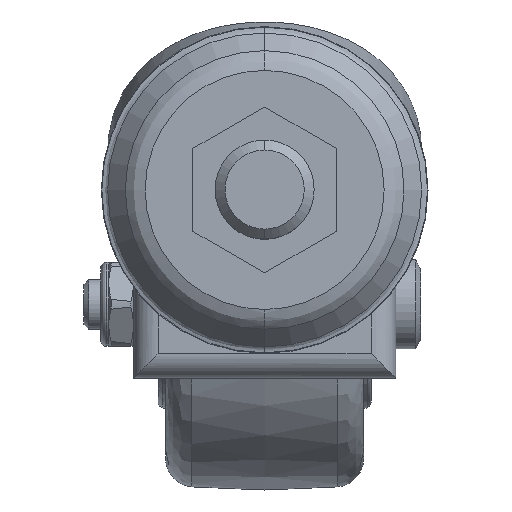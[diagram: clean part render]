
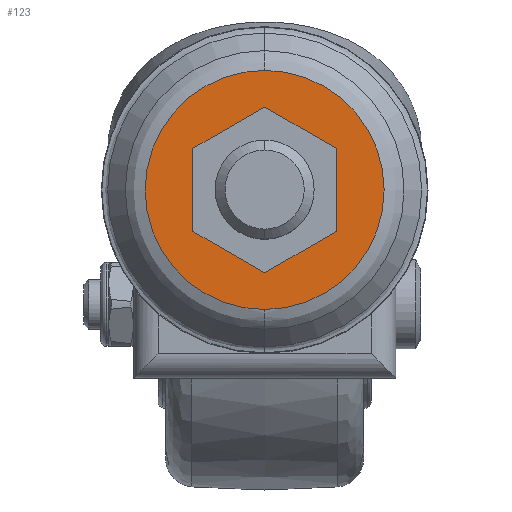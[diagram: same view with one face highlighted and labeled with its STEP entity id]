
A CAD part, top view. The second image highlights one B-rep face of the part: STEP entity #123.
In plain terms, the highlighted face is planar.
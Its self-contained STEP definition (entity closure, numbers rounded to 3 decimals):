
#123=ADVANCED_FACE('',(#394,#395),#393,.T.);
#393=PLANE('',#2037);
#394=FACE_OUTER_BOUND('',#2038,.T.);
#395=FACE_BOUND('',#2039,.T.);
#2034=CARTESIAN_POINT('',(-50.174,0.,-55.522));
#2035=DIRECTION('',(0.,1.,0.));
#2036=DIRECTION('',(0.,0.,1.));
#2037=AXIS2_PLACEMENT_3D('',#2034,#2035,#2036);
#2038=EDGE_LOOP('',(#3697,#3698));
#2039=EDGE_LOOP('',(#3699,#3700,#3701,#3702,#3703,#3704));
#3697=ORIENTED_EDGE('',*,*,#4422,.T.);
#3698=ORIENTED_EDGE('',*,*,#4423,.T.);
#3699=ORIENTED_EDGE('',*,*,#4424,.F.);
#3700=ORIENTED_EDGE('',*,*,#4425,.F.);
#3701=ORIENTED_EDGE('',*,*,#4426,.F.);
#3702=ORIENTED_EDGE('',*,*,#4427,.F.);
#3703=ORIENTED_EDGE('',*,*,#4428,.F.);
#3704=ORIENTED_EDGE('',*,*,#4429,.F.);
#4422=EDGE_CURVE('',#5198,#5199,#5200,.T.);
#4423=EDGE_CURVE('',#5199,#5198,#5206,.T.);
#4424=EDGE_CURVE('',#5212,#5213,#5214,.T.);
#4425=EDGE_CURVE('',#5220,#5212,#5221,.T.);
#4426=EDGE_CURVE('',#5227,#5220,#5228,.T.);
#4427=EDGE_CURVE('',#5234,#5227,#5235,.T.);
#4428=EDGE_CURVE('',#5241,#5234,#5242,.T.);
#4429=EDGE_CURVE('',#5213,#5241,#5248,.T.);
#5198=VERTEX_POINT('',#7700);
#5199=VERTEX_POINT('',#7701);
#5200=CIRCLE('',#7705,24.14);
#5206=CIRCLE('',#7709,24.14);
#5212=VERTEX_POINT('',#7710);
#5213=VERTEX_POINT('',#7711);
#5214=LINE('',#7712,#7713);
#5220=VERTEX_POINT('',#7715);
#5221=LINE('',#7716,#7717);
#5227=VERTEX_POINT('',#7719);
#5228=LINE('',#7720,#7721);
#5234=VERTEX_POINT('',#7723);
#5235=LINE('',#7724,#7725);
#5241=VERTEX_POINT('',#7727);
#5242=LINE('',#7728,#7729);
#5248=LINE('',#7731,#7732);
#7700=CARTESIAN_POINT('',(0.,0.,24.14));
#7701=CARTESIAN_POINT('',(0.,0.,-24.14));
#7702=CARTESIAN_POINT('',(0.,0.,0.));
#7703=DIRECTION('',(0.,1.,0.));
#7704=DIRECTION('',(0.,0.,1.));
#7705=AXIS2_PLACEMENT_3D('',#7702,#7703,#7704);
#7706=CARTESIAN_POINT('',(0.,0.,0.));
#7707=DIRECTION('',(0.,1.,0.));
#7708=DIRECTION('',(0.,0.,1.));
#7709=AXIS2_PLACEMENT_3D('',#7706,#7707,#7708);
#7710=CARTESIAN_POINT('',(-14.5,0.,8.372));
#7711=CARTESIAN_POINT('',(0.,0.,16.743));
#7712=CARTESIAN_POINT('',(-14.5,0.,8.372));
#7713=VECTOR('',#7714,16.743);
#7714=DIRECTION('',(0.866,0.,0.5));
#7715=CARTESIAN_POINT('',(-14.5,0.,-8.372));
#7716=CARTESIAN_POINT('',(-14.5,0.,-8.372));
#7717=VECTOR('',#7718,16.743);
#7718=DIRECTION('',(0.,0.,1.));
#7719=CARTESIAN_POINT('',(0.,0.,-16.743));
#7720=CARTESIAN_POINT('',(0.,0.,-16.743));
#7721=VECTOR('',#7722,16.743);
#7722=DIRECTION('',(-0.866,0.,0.5));
#7723=CARTESIAN_POINT('',(14.5,0.,-8.372));
#7724=CARTESIAN_POINT('',(14.5,0.,-8.372));
#7725=VECTOR('',#7726,16.743);
#7726=DIRECTION('',(-0.866,0.,-0.5));
#7727=CARTESIAN_POINT('',(14.5,0.,8.372));
#7728=CARTESIAN_POINT('',(14.5,0.,8.372));
#7729=VECTOR('',#7730,16.743);
#7730=DIRECTION('',(0.,0.,-1.));
#7731=CARTESIAN_POINT('',(0.,0.,16.743));
#7732=VECTOR('',#7733,16.743);
#7733=DIRECTION('',(0.866,0.,-0.5));
